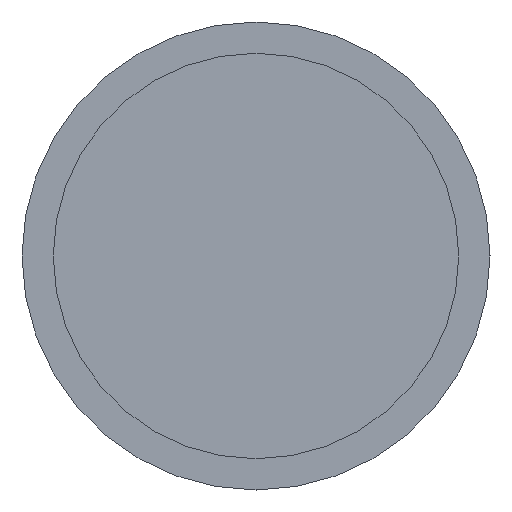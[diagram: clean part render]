
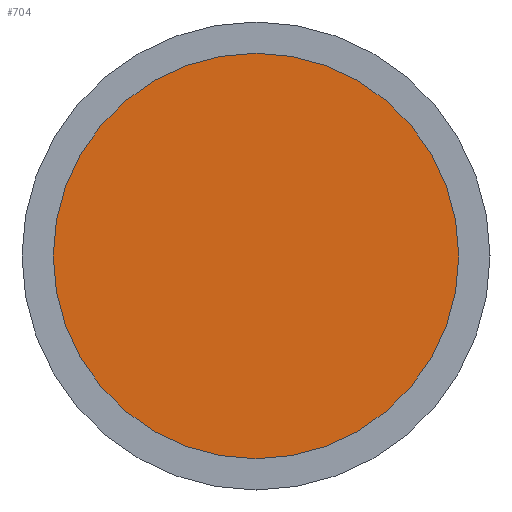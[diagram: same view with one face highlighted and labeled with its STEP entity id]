
A CAD part, front view. The second image highlights one B-rep face of the part: STEP entity #704.
In plain terms, the highlighted planar face has unit normal (0, -1, 0).
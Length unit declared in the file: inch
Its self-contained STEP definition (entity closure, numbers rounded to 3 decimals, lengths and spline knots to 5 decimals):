
#4 = ORIENTED_EDGE ( 'NONE', *, *, #34, .F. ) ;
#9 = DIRECTION ( 'NONE',  ( -1., 0., 0. ) ) ;
#34 = EDGE_CURVE ( 'NONE', #602, #428, #595, .T. ) ;
#59 = EDGE_CURVE ( 'NONE', #428, #602, #145, .T. ) ;
#85 = EDGE_LOOP ( 'NONE', ( #673, #4 ) ) ;
#145 = CIRCLE ( 'NONE', #366, 1.62 ) ;
#150 = AXIS2_PLACEMENT_3D ( 'NONE', #491, #188, #9 ) ;
#159 = PLANE ( 'NONE',  #496 ) ;
#188 = DIRECTION ( 'NONE',  ( 0., 1., 0. ) ) ;
#254 = CARTESIAN_POINT ( 'NONE',  ( 1.62, -0.5, 0. ) ) ;
#297 = FACE_OUTER_BOUND ( 'NONE', #85, .T. ) ;
#341 = CARTESIAN_POINT ( 'NONE',  ( 1.62, -0.5, 0. ) ) ;
#366 = AXIS2_PLACEMENT_3D ( 'NONE', #522, #527, #459 ) ;
#428 = VERTEX_POINT ( 'NONE', #760 ) ;
#459 = DIRECTION ( 'NONE',  ( -1., 0., 0. ) ) ;
#491 = CARTESIAN_POINT ( 'NONE',  ( 0., -0.5, 0. ) ) ;
#496 = AXIS2_PLACEMENT_3D ( 'NONE', #341, #524, #520 ) ;
#520 = DIRECTION ( 'NONE',  ( -1., 0., 0. ) ) ;
#522 = CARTESIAN_POINT ( 'NONE',  ( 0., -0.5, 0. ) ) ;
#524 = DIRECTION ( 'NONE',  ( 0., 1., 0. ) ) ;
#527 = DIRECTION ( 'NONE',  ( 0., 1., 0. ) ) ;
#595 = CIRCLE ( 'NONE', #150, 1.62 ) ;
#602 = VERTEX_POINT ( 'NONE', #254 ) ;
#673 = ORIENTED_EDGE ( 'NONE', *, *, #59, .F. ) ;
#704 = ADVANCED_FACE ( 'NONE', ( #297 ), #159, .F. ) ;
#760 = CARTESIAN_POINT ( 'NONE',  ( -1.62, -0.5, 0. ) ) ;
